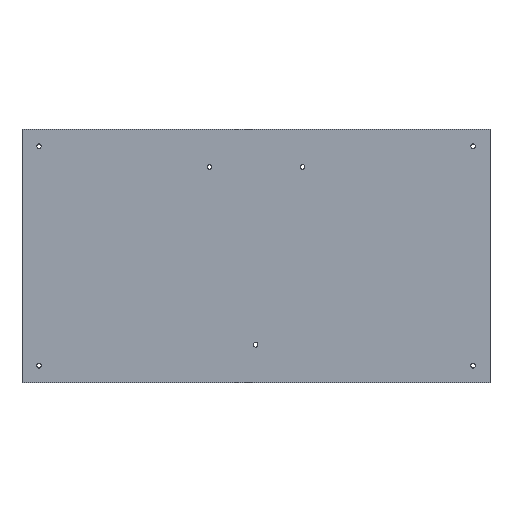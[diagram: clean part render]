
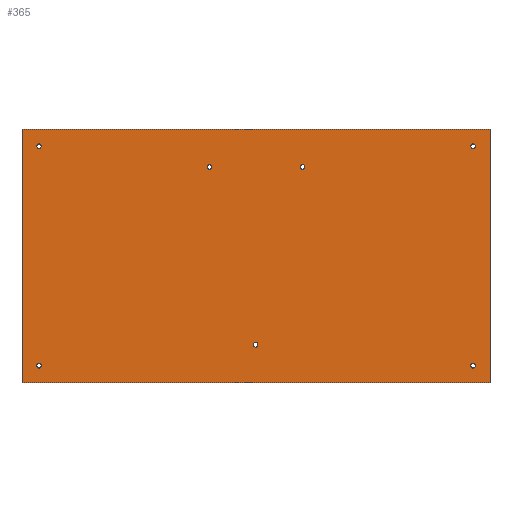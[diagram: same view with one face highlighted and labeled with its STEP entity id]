
A CAD part, top view. The second image highlights one B-rep face of the part: STEP entity #365.
In plain terms, the highlighted planar face has unit normal (0, 0, 1).
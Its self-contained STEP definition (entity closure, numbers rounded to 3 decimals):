
#29=FACE_BOUND('',#89,.T.);
#30=FACE_BOUND('',#90,.T.);
#31=FACE_BOUND('',#91,.T.);
#32=FACE_BOUND('',#92,.T.);
#33=FACE_BOUND('',#93,.T.);
#34=FACE_BOUND('',#94,.T.);
#35=FACE_BOUND('',#95,.T.);
#41=PLANE('',#408);
#61=FACE_OUTER_BOUND('',#88,.T.);
#88=EDGE_LOOP('',(#328,#329,#330,#331));
#89=EDGE_LOOP('',(#332));
#90=EDGE_LOOP('',(#333));
#91=EDGE_LOOP('',(#334));
#92=EDGE_LOOP('',(#335));
#93=EDGE_LOOP('',(#336));
#94=EDGE_LOOP('',(#337));
#95=EDGE_LOOP('',(#338));
#115=LINE('',#603,#141);
#117=LINE('',#607,#143);
#119=LINE('',#611,#145);
#121=LINE('',#614,#147);
#141=VECTOR('',#504,10.);
#143=VECTOR('',#508,10.);
#145=VECTOR('',#512,10.);
#147=VECTOR('',#516,10.);
#156=CIRCLE('',#379,1.5);
#158=CIRCLE('',#383,1.5);
#160=CIRCLE('',#387,1.5);
#162=CIRCLE('',#391,1.5);
#164=CIRCLE('',#395,1.5);
#166=CIRCLE('',#399,1.5);
#168=CIRCLE('',#403,1.5);
#181=VERTEX_POINT('',#548);
#183=VERTEX_POINT('',#556);
#185=VERTEX_POINT('',#564);
#187=VERTEX_POINT('',#572);
#189=VERTEX_POINT('',#580);
#191=VERTEX_POINT('',#588);
#193=VERTEX_POINT('',#596);
#194=VERTEX_POINT('',#600);
#195=VERTEX_POINT('',#602);
#196=VERTEX_POINT('',#606);
#197=VERTEX_POINT('',#610);
#212=EDGE_CURVE('',#181,#181,#156,.T.);
#216=EDGE_CURVE('',#183,#183,#158,.T.);
#220=EDGE_CURVE('',#185,#185,#160,.T.);
#224=EDGE_CURVE('',#187,#187,#162,.T.);
#228=EDGE_CURVE('',#189,#189,#164,.T.);
#232=EDGE_CURVE('',#191,#191,#166,.T.);
#236=EDGE_CURVE('',#193,#193,#168,.T.);
#238=EDGE_CURVE('',#195,#194,#115,.T.);
#240=EDGE_CURVE('',#196,#195,#117,.T.);
#242=EDGE_CURVE('',#197,#196,#119,.T.);
#244=EDGE_CURVE('',#194,#197,#121,.T.);
#328=ORIENTED_EDGE('',*,*,#244,.T.);
#329=ORIENTED_EDGE('',*,*,#242,.T.);
#330=ORIENTED_EDGE('',*,*,#240,.T.);
#331=ORIENTED_EDGE('',*,*,#238,.T.);
#332=ORIENTED_EDGE('',*,*,#220,.T.);
#333=ORIENTED_EDGE('',*,*,#236,.T.);
#334=ORIENTED_EDGE('',*,*,#216,.T.);
#335=ORIENTED_EDGE('',*,*,#228,.T.);
#336=ORIENTED_EDGE('',*,*,#224,.T.);
#337=ORIENTED_EDGE('',*,*,#212,.T.);
#338=ORIENTED_EDGE('',*,*,#232,.T.);
#365=ADVANCED_FACE('',(#61,#29,#30,#31,#32,#33,#34,#35),#41,.T.);
#379=AXIS2_PLACEMENT_3D('',#550,#439,#440);
#383=AXIS2_PLACEMENT_3D('',#558,#449,#450);
#387=AXIS2_PLACEMENT_3D('',#566,#459,#460);
#391=AXIS2_PLACEMENT_3D('',#574,#469,#470);
#395=AXIS2_PLACEMENT_3D('',#582,#479,#480);
#399=AXIS2_PLACEMENT_3D('',#590,#489,#490);
#403=AXIS2_PLACEMENT_3D('',#598,#499,#500);
#408=AXIS2_PLACEMENT_3D('',#615,#517,#518);
#439=DIRECTION('center_axis',(0.,0.,-1.));
#440=DIRECTION('ref_axis',(1.,0.,0.));
#449=DIRECTION('center_axis',(0.,0.,-1.));
#450=DIRECTION('ref_axis',(1.,0.,0.));
#459=DIRECTION('center_axis',(0.,0.,-1.));
#460=DIRECTION('ref_axis',(1.,0.,0.));
#469=DIRECTION('center_axis',(0.,0.,-1.));
#470=DIRECTION('ref_axis',(1.,0.,0.));
#479=DIRECTION('center_axis',(0.,0.,-1.));
#480=DIRECTION('ref_axis',(1.,0.,0.));
#489=DIRECTION('center_axis',(0.,0.,-1.));
#490=DIRECTION('ref_axis',(1.,0.,0.));
#499=DIRECTION('center_axis',(0.,0.,-1.));
#500=DIRECTION('ref_axis',(1.,0.,0.));
#504=DIRECTION('',(1.,0.,0.));
#508=DIRECTION('',(0.,-1.,0.));
#512=DIRECTION('',(-1.,0.,0.));
#516=DIRECTION('',(0.,1.,0.));
#517=DIRECTION('center_axis',(0.,0.,1.));
#518=DIRECTION('ref_axis',(1.,0.,0.));
#548=CARTESIAN_POINT('',(341.449,-195.313,-3.8));
#550=CARTESIAN_POINT('Origin',(342.948,-195.313,-3.8));
#556=CARTESIAN_POINT('',(341.449,-52.325,-3.8));
#558=CARTESIAN_POINT('Origin',(342.949,-52.325,-3.8));
#564=CARTESIAN_POINT('',(230.403,-65.848,-3.8));
#566=CARTESIAN_POINT('Origin',(231.903,-65.848,-3.8));
#572=CARTESIAN_POINT('',(199.889,-181.625,-3.8));
#574=CARTESIAN_POINT('Origin',(201.389,-181.625,-3.8));
#580=CARTESIAN_POINT('',(169.809,-65.848,-3.8));
#582=CARTESIAN_POINT('Origin',(171.309,-65.848,-3.8));
#588=CARTESIAN_POINT('',(58.762,-52.324,-3.8));
#590=CARTESIAN_POINT('Origin',(60.262,-52.324,-3.8));
#596=CARTESIAN_POINT('',(58.762,-195.313,-3.8));
#598=CARTESIAN_POINT('Origin',(60.262,-195.313,-3.8));
#600=CARTESIAN_POINT('',(353.99,-206.38,-3.8));
#602=CARTESIAN_POINT('',(49.19,-206.38,-3.8));
#603=CARTESIAN_POINT('',(49.19,-206.38,-3.8));
#606=CARTESIAN_POINT('',(49.19,-41.28,-3.8));
#607=CARTESIAN_POINT('',(49.19,-41.28,-3.8));
#610=CARTESIAN_POINT('',(353.99,-41.28,-3.8));
#611=CARTESIAN_POINT('',(353.99,-41.28,-3.8));
#614=CARTESIAN_POINT('',(353.99,-206.38,-3.8));
#615=CARTESIAN_POINT('Origin',(201.59,-123.83,-3.8));
